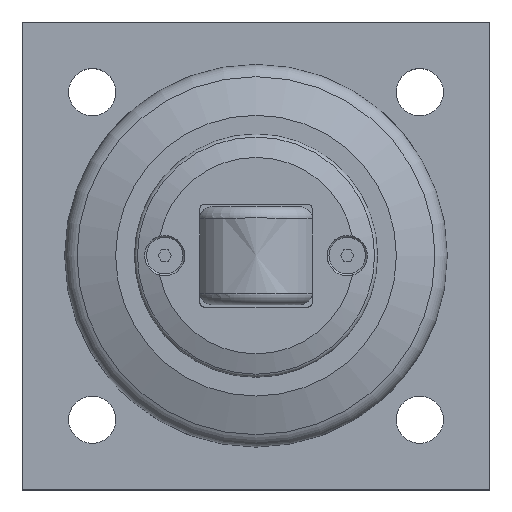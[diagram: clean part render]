
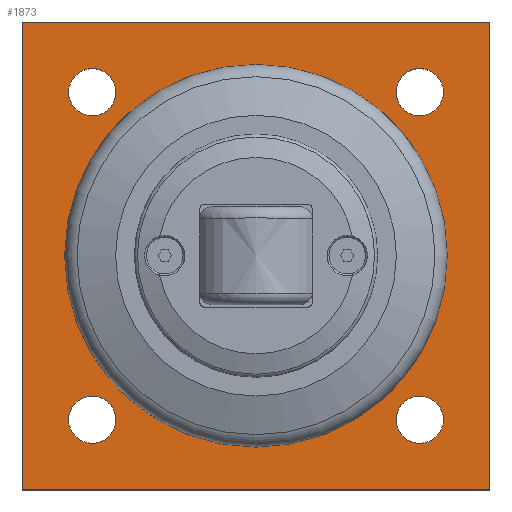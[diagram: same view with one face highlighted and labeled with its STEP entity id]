
A CAD part, top view. The second image highlights one B-rep face of the part: STEP entity #1873.
In plain terms, the highlighted planar face has unit normal (0, 0, 1).
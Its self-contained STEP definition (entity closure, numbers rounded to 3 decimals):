
#57=FACE_BOUND('',#346,.T.);
#58=FACE_BOUND('',#347,.T.);
#59=FACE_BOUND('',#348,.T.);
#60=FACE_BOUND('',#349,.T.);
#61=FACE_BOUND('',#350,.T.);
#114=PLANE('',#2116);
#223=FACE_OUTER_BOUND('',#345,.T.);
#345=EDGE_LOOP('',(#1729,#1730,#1731,#1732));
#346=EDGE_LOOP('',(#1733));
#347=EDGE_LOOP('',(#1734,#1735));
#348=EDGE_LOOP('',(#1736,#1737));
#349=EDGE_LOOP('',(#1738,#1739));
#350=EDGE_LOOP('',(#1740,#1741));
#476=LINE('',#3344,#613);
#480=LINE('',#3352,#617);
#483=LINE('',#3358,#620);
#486=LINE('',#3363,#623);
#613=VECTOR('',#2676,10.);
#617=VECTOR('',#2682,10.);
#620=VECTOR('',#2687,10.);
#623=VECTOR('',#2692,10.);
#730=CIRCLE('',#2091,26.5);
#732=CIRCLE('',#2095,5.053);
#733=CIRCLE('',#2096,5.053);
#735=CIRCLE('',#2099,5.053);
#736=CIRCLE('',#2100,5.053);
#738=CIRCLE('',#2103,5.053);
#739=CIRCLE('',#2104,5.053);
#741=CIRCLE('',#2107,5.053);
#742=CIRCLE('',#2108,5.053);
#907=VERTEX_POINT('',#3303);
#909=VERTEX_POINT('',#3310);
#910=VERTEX_POINT('',#3311);
#912=VERTEX_POINT('',#3318);
#913=VERTEX_POINT('',#3319);
#915=VERTEX_POINT('',#3326);
#916=VERTEX_POINT('',#3327);
#918=VERTEX_POINT('',#3334);
#919=VERTEX_POINT('',#3335);
#921=VERTEX_POINT('',#3342);
#922=VERTEX_POINT('',#3343);
#925=VERTEX_POINT('',#3351);
#927=VERTEX_POINT('',#3357);
#1170=EDGE_CURVE('',#907,#907,#730,.T.);
#1172=EDGE_CURVE('',#909,#910,#732,.T.);
#1173=EDGE_CURVE('',#910,#909,#733,.T.);
#1176=EDGE_CURVE('',#912,#913,#735,.T.);
#1177=EDGE_CURVE('',#913,#912,#736,.T.);
#1180=EDGE_CURVE('',#915,#916,#738,.T.);
#1181=EDGE_CURVE('',#916,#915,#739,.T.);
#1184=EDGE_CURVE('',#918,#919,#741,.T.);
#1185=EDGE_CURVE('',#919,#918,#742,.T.);
#1188=EDGE_CURVE('',#921,#922,#476,.T.);
#1192=EDGE_CURVE('',#922,#925,#480,.T.);
#1195=EDGE_CURVE('',#925,#927,#483,.T.);
#1198=EDGE_CURVE('',#927,#921,#486,.T.);
#1729=ORIENTED_EDGE('',*,*,#1188,.F.);
#1730=ORIENTED_EDGE('',*,*,#1198,.F.);
#1731=ORIENTED_EDGE('',*,*,#1195,.F.);
#1732=ORIENTED_EDGE('',*,*,#1192,.F.);
#1733=ORIENTED_EDGE('',*,*,#1170,.T.);
#1734=ORIENTED_EDGE('',*,*,#1172,.T.);
#1735=ORIENTED_EDGE('',*,*,#1173,.T.);
#1736=ORIENTED_EDGE('',*,*,#1176,.T.);
#1737=ORIENTED_EDGE('',*,*,#1177,.T.);
#1738=ORIENTED_EDGE('',*,*,#1180,.T.);
#1739=ORIENTED_EDGE('',*,*,#1181,.T.);
#1740=ORIENTED_EDGE('',*,*,#1184,.T.);
#1741=ORIENTED_EDGE('',*,*,#1185,.T.);
#1873=ADVANCED_FACE('',(#223,#57,#58,#59,#60,#61),#114,.T.);
#2091=AXIS2_PLACEMENT_3D('',#3305,#2632,#2633);
#2095=AXIS2_PLACEMENT_3D('',#3312,#2640,#2641);
#2096=AXIS2_PLACEMENT_3D('',#3313,#2642,#2643);
#2099=AXIS2_PLACEMENT_3D('',#3320,#2649,#2650);
#2100=AXIS2_PLACEMENT_3D('',#3321,#2651,#2652);
#2103=AXIS2_PLACEMENT_3D('',#3328,#2658,#2659);
#2104=AXIS2_PLACEMENT_3D('',#3329,#2660,#2661);
#2107=AXIS2_PLACEMENT_3D('',#3336,#2667,#2668);
#2108=AXIS2_PLACEMENT_3D('',#3337,#2669,#2670);
#2116=AXIS2_PLACEMENT_3D('',#3368,#2698,#2699);
#2632=DIRECTION('center_axis',(0.,0.,-1.));
#2633=DIRECTION('ref_axis',(-1.,0.,0.));
#2640=DIRECTION('center_axis',(0.,0.,-1.));
#2641=DIRECTION('ref_axis',(1.,0.,0.));
#2642=DIRECTION('center_axis',(0.,0.,-1.));
#2643=DIRECTION('ref_axis',(1.,0.,0.));
#2649=DIRECTION('center_axis',(0.,0.,-1.));
#2650=DIRECTION('ref_axis',(1.,0.,0.));
#2651=DIRECTION('center_axis',(0.,0.,-1.));
#2652=DIRECTION('ref_axis',(1.,0.,0.));
#2658=DIRECTION('center_axis',(0.,0.,-1.));
#2659=DIRECTION('ref_axis',(1.,0.,0.));
#2660=DIRECTION('center_axis',(0.,0.,-1.));
#2661=DIRECTION('ref_axis',(1.,0.,0.));
#2667=DIRECTION('center_axis',(0.,0.,-1.));
#2668=DIRECTION('ref_axis',(1.,0.,0.));
#2669=DIRECTION('center_axis',(0.,0.,-1.));
#2670=DIRECTION('ref_axis',(1.,0.,0.));
#2676=DIRECTION('',(0.,1.,0.));
#2682=DIRECTION('',(1.,0.,0.));
#2687=DIRECTION('',(0.,-1.,0.));
#2692=DIRECTION('',(-1.,0.,0.));
#2698=DIRECTION('center_axis',(0.,0.,1.));
#2699=DIRECTION('ref_axis',(1.,0.,0.));
#3303=CARTESIAN_POINT('',(76.5,50.,15.));
#3305=CARTESIAN_POINT('Origin',(50.,50.,15.));
#3310=CARTESIAN_POINT('',(20.053,15.,15.));
#3311=CARTESIAN_POINT('',(9.947,15.,15.));
#3312=CARTESIAN_POINT('Origin',(15.,15.,15.));
#3313=CARTESIAN_POINT('Origin',(15.,15.,15.));
#3318=CARTESIAN_POINT('',(90.053,15.,15.));
#3319=CARTESIAN_POINT('',(79.947,15.,15.));
#3320=CARTESIAN_POINT('Origin',(85.,15.,15.));
#3321=CARTESIAN_POINT('Origin',(85.,15.,15.));
#3326=CARTESIAN_POINT('',(90.053,85.,15.));
#3327=CARTESIAN_POINT('',(79.947,85.,15.));
#3328=CARTESIAN_POINT('Origin',(85.,85.,15.));
#3329=CARTESIAN_POINT('Origin',(85.,85.,15.));
#3334=CARTESIAN_POINT('',(20.053,85.,15.));
#3335=CARTESIAN_POINT('',(9.947,85.,15.));
#3336=CARTESIAN_POINT('Origin',(15.,85.,15.));
#3337=CARTESIAN_POINT('Origin',(15.,85.,15.));
#3342=CARTESIAN_POINT('',(0.,0.,15.));
#3343=CARTESIAN_POINT('',(0.,100.,15.));
#3344=CARTESIAN_POINT('',(0.,100.,15.));
#3351=CARTESIAN_POINT('',(100.,100.,15.));
#3352=CARTESIAN_POINT('',(100.,100.,15.));
#3357=CARTESIAN_POINT('',(100.,0.,15.));
#3358=CARTESIAN_POINT('',(100.,0.,15.));
#3363=CARTESIAN_POINT('',(0.,0.,15.));
#3368=CARTESIAN_POINT('Origin',(50.,50.,15.));
